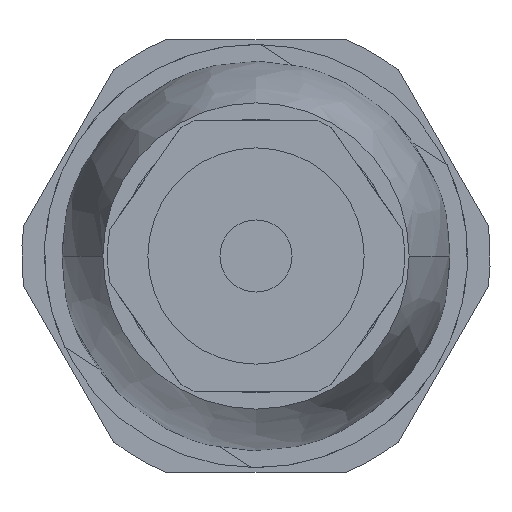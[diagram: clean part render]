
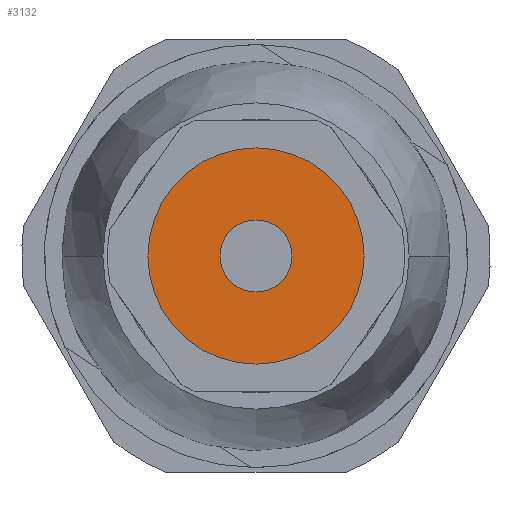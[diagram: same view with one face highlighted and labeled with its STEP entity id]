
A CAD part, front view. The second image highlights one B-rep face of the part: STEP entity #3132.
In plain terms, the highlighted planar face has unit normal (0, -1, 0).
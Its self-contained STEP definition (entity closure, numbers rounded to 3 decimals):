
#518=CARTESIAN_POINT('',(0.,-21.,0.));
#519=DIRECTION('',(0.,-1.,0.));
#520=DIRECTION('',(0.,0.,1.));
#521=AXIS2_PLACEMENT_3D('',#518,#519,#520);
#526=CARTESIAN_POINT('',(0.,-21.,0.));
#527=DIRECTION('',(0.,-1.,0.));
#528=DIRECTION('',(0.,0.,-1.));
#529=AXIS2_PLACEMENT_3D('',#526,#527,#528);
#534=CARTESIAN_POINT('',(0.,-21.,0.));
#535=DIRECTION('',(0.,-1.,0.));
#536=DIRECTION('',(0.,0.,-1.));
#537=AXIS2_PLACEMENT_3D('',#534,#535,#536);
#542=CARTESIAN_POINT('',(0.,-21.,0.));
#543=DIRECTION('',(0.,-1.,0.));
#544=DIRECTION('',(0.,0.,1.));
#545=AXIS2_PLACEMENT_3D('',#542,#543,#544);
#2456=CARTESIAN_POINT('',(0.,-21.,6.));
#2457=CARTESIAN_POINT('',(0.,-21.,-6.));
#2458=VERTEX_POINT('',#2456);
#2459=VERTEX_POINT('',#2457);
#2464=CARTESIAN_POINT('',(0.,-21.,-2.));
#2465=CARTESIAN_POINT('',(0.,-21.,2.));
#2466=VERTEX_POINT('',#2464);
#2467=VERTEX_POINT('',#2465);
#3115=CARTESIAN_POINT('',(0.,-21.,0.));
#3116=DIRECTION('',(0.,-1.,0.));
#3117=DIRECTION('',(-1.,0.,0.));
#3118=AXIS2_PLACEMENT_3D('',#3115,#3116,#3117);
#3119=PLANE('',#3118);
#3121=ORIENTED_EDGE('',*,*,#3120,.F.);
#3123=ORIENTED_EDGE('',*,*,#3122,.F.);
#3124=EDGE_LOOP('',(#3121,#3123));
#3125=FACE_OUTER_BOUND('',#3124,.F.);
#3127=ORIENTED_EDGE('',*,*,#3126,.T.);
#3129=ORIENTED_EDGE('',*,*,#3128,.T.);
#3130=EDGE_LOOP('',(#3127,#3129));
#3131=FACE_BOUND('',#3130,.F.);
#3132=ADVANCED_FACE('',(#3125,#3131),#3119,.T.);
#522=CIRCLE('',#521,6.);
#530=CIRCLE('',#529,6.);
#538=CIRCLE('',#537,2.);
#546=CIRCLE('',#545,2.);
#3120=EDGE_CURVE('',#2458,#2459,#522,.T.);
#3122=EDGE_CURVE('',#2459,#2458,#530,.T.);
#3126=EDGE_CURVE('',#2466,#2467,#538,.T.);
#3128=EDGE_CURVE('',#2467,#2466,#546,.T.);
